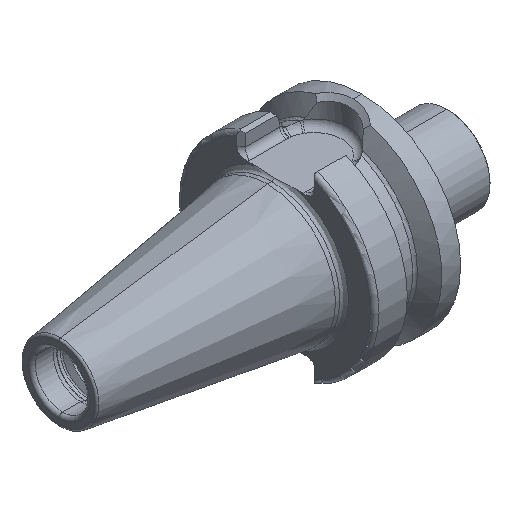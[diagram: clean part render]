
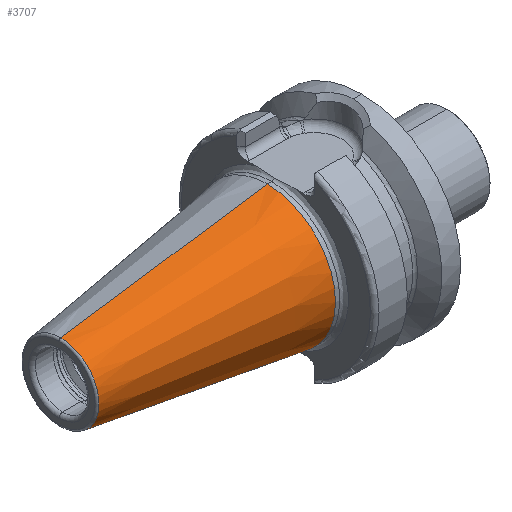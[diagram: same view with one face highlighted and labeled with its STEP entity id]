
A CAD part, isometric view. The second image highlights one B-rep face of the part: STEP entity #3707.
In plain terms, the highlighted conical face has half-angle 8.297 degrees and reference radius 15.875 mm.
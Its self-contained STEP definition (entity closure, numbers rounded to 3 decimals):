
#223 = VERTEX_POINT ( 'NONE', #4632 ) ;
#240 = DIRECTION ( 'NONE',  ( -1., 0., 0. ) ) ;
#349 = VERTEX_POINT ( 'NONE', #3248 ) ;
#405 = CARTESIAN_POINT ( 'NONE',  ( 0., 0., 0. ) ) ;
#647 = ORIENTED_EDGE ( 'NONE', *, *, #2388, .F. ) ;
#887 = DIRECTION ( 'NONE',  ( 0., 0., 1. ) ) ;
#986 = CARTESIAN_POINT ( 'NONE',  ( 0., 0., 15.875 ) ) ;
#1494 = EDGE_CURVE ( 'NONE', #223, #2780, #2548, .T. ) ;
#1709 = DIRECTION ( 'NONE',  ( 0.99, 0., 0.144 ) ) ;
#2155 = DIRECTION ( 'NONE',  ( 0.99, 0., -0.144 ) ) ;
#2388 = EDGE_CURVE ( 'NONE', #5612, #223, #3655, .T. ) ;
#2403 = CARTESIAN_POINT ( 'NONE',  ( -47.972, 0., -8.879 ) ) ;
#2548 = LINE ( 'NONE', #4140, #6260 ) ;
#2780 = VERTEX_POINT ( 'NONE', #986 ) ;
#2788 = DIRECTION ( 'NONE',  ( 0., 0., -1. ) ) ;
#2827 = EDGE_CURVE ( 'NONE', #349, #2780, #5845, .T. ) ;
#2979 = ORIENTED_EDGE ( 'NONE', *, *, #2827, .T. ) ;
#3165 = CARTESIAN_POINT ( 'NONE',  ( -47.972, 0., 0. ) ) ;
#3248 = CARTESIAN_POINT ( 'NONE',  ( 0., 0., -15.875 ) ) ;
#3290 = ORIENTED_EDGE ( 'NONE', *, *, #1494, .F. ) ;
#3655 = CIRCLE ( 'NONE', #4170, 8.879 ) ;
#3664 = DIRECTION ( 'NONE',  ( 0., 0., 1. ) ) ;
#3677 = AXIS2_PLACEMENT_3D ( 'NONE', #405, #3835, #887 ) ;
#3697 = DIRECTION ( 'NONE',  ( 1., 0., 0. ) ) ;
#3707 = ADVANCED_FACE ( 'NONE', ( #3960 ), #5082, .T. ) ;
#3835 = DIRECTION ( 'NONE',  ( -1., 0., 0. ) ) ;
#3960 = FACE_OUTER_BOUND ( 'NONE', #6288, .T. ) ;
#4140 = CARTESIAN_POINT ( 'NONE',  ( 0., 0., 15.875 ) ) ;
#4170 = AXIS2_PLACEMENT_3D ( 'NONE', #3165, #240, #3664 ) ;
#4603 = AXIS2_PLACEMENT_3D ( 'NONE', #5221, #3697, #2788 ) ;
#4632 = CARTESIAN_POINT ( 'NONE',  ( -47.972, 0., 8.879 ) ) ;
#5021 = ORIENTED_EDGE ( 'NONE', *, *, #5432, .T. ) ;
#5073 = CARTESIAN_POINT ( 'NONE',  ( 0., 0., -15.875 ) ) ;
#5080 = LINE ( 'NONE', #5073, #6050 ) ;
#5082 = CONICAL_SURFACE ( 'NONE', #4603, 15.875, 0.145 ) ;
#5221 = CARTESIAN_POINT ( 'NONE',  ( 0., 0., 0. ) ) ;
#5432 = EDGE_CURVE ( 'NONE', #5612, #349, #5080, .T. ) ;
#5612 = VERTEX_POINT ( 'NONE', #2403 ) ;
#5845 = CIRCLE ( 'NONE', #3677, 15.875 ) ;
#6050 = VECTOR ( 'NONE', #2155, 1000. ) ;
#6260 = VECTOR ( 'NONE', #1709, 1000. ) ;
#6288 = EDGE_LOOP ( 'NONE', ( #3290, #647, #5021, #2979 ) ) ;
